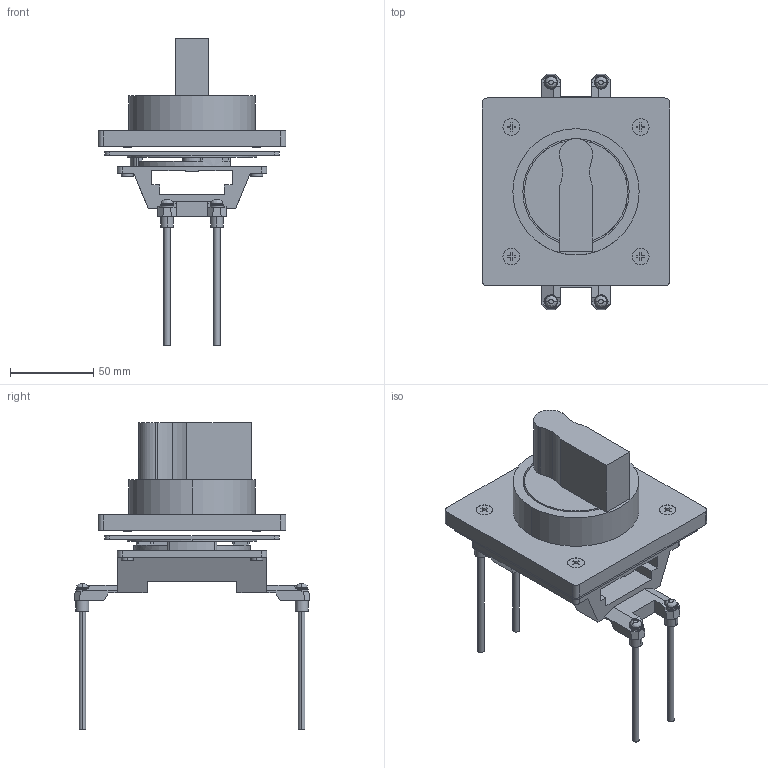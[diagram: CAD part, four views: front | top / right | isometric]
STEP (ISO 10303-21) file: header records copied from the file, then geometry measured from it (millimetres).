
FILE_DESCRIPTION (( 'STEP AP203' ), '1' );
FILE_NAME ('BW9V0CA.STEP', '2021-07-06T17:16:00', ( '' ), ( '' ), 'SwSTEP 2.0', 'SolidWorks 2021', '' );
FILE_SCHEMA (( 'CONFIG_CONTROL_DESIGN' ));
Length unit declared in the file: inch
Products named in the file (1): BW9V0CA
Bounding box: 113 x 142 x 184.8 mm (x, y, z)
Volume: 327350.1 mm3; surface area: 111382.6 mm2
Topology: 20 solids, 20 shells, 495 faces, 1254 edges, 824 vertices
Faces by surface type: plane 254, cylinder 215, cone 18, bspline 8
Entity records: 15214 total; most frequent: CARTESIAN_POINT 2742, DIRECTION 2675, ORIENTED_EDGE 2508, EDGE_CURVE 1254, AXIS2_PLACEMENT_3D 949, VERTEX_POINT 824, VECTOR 777, LINE 777
